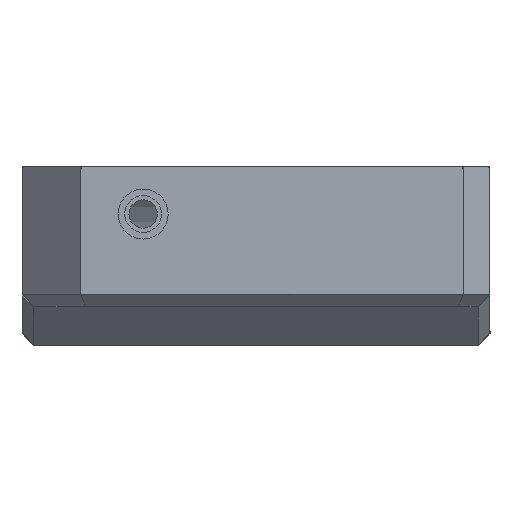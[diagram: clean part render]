
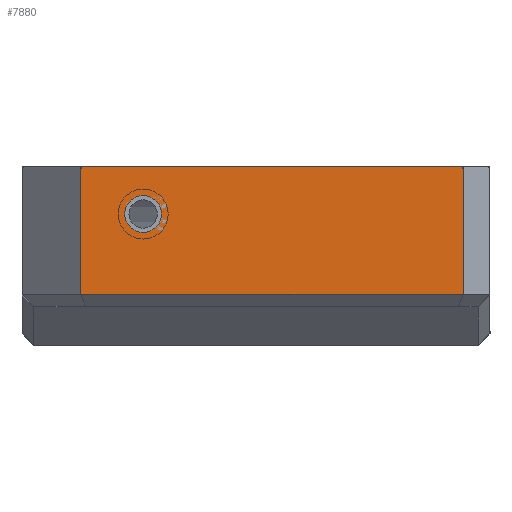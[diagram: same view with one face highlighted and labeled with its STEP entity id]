
A CAD part, top view. The second image highlights one B-rep face of the part: STEP entity #7880.
In plain terms, the highlighted planar face has unit normal (0, 0, 1).
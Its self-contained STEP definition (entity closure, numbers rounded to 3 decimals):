
#345=FACE_BOUND('',#1448,.T.);
#474=CIRCLE('',#8562,5.);
#890=FACE_OUTER_BOUND('',#1447,.T.);
#1447=EDGE_LOOP('',(#6783,#6784,#6785,#6786));
#1448=EDGE_LOOP('',(#6787));
#2259=LINE('',#12785,#3105);
#2266=LINE('',#12813,#3112);
#2272=LINE('',#12825,#3118);
#2285=LINE('',#12853,#3131);
#3105=VECTOR('',#10502,10.);
#3112=VECTOR('',#10537,10.);
#3118=VECTOR('',#10547,10.);
#3131=VECTOR('',#10578,10.);
#3824=VERTEX_POINT('',#12778);
#3827=VERTEX_POINT('',#12783);
#3834=VERTEX_POINT('',#12811);
#3838=VERTEX_POINT('',#12823);
#3840=VERTEX_POINT('',#12837);
#4819=EDGE_CURVE('',#3827,#3824,#2259,.T.);
#4832=EDGE_CURVE('',#3827,#3834,#2266,.T.);
#4838=EDGE_CURVE('',#3838,#3834,#2272,.T.);
#4845=EDGE_CURVE('',#3840,#3840,#474,.T.);
#4853=EDGE_CURVE('',#3838,#3824,#2285,.T.);
#6783=ORIENTED_EDGE('',*,*,#4819,.F.);
#6784=ORIENTED_EDGE('',*,*,#4832,.T.);
#6785=ORIENTED_EDGE('',*,*,#4838,.F.);
#6786=ORIENTED_EDGE('',*,*,#4853,.T.);
#6787=ORIENTED_EDGE('',*,*,#4845,.T.);
#7430=PLANE('',#8566);
#7880=ADVANCED_FACE('',(#890,#345),#7430,.T.);
#8562=AXIS2_PLACEMENT_3D('',#12838,#10562,#10563);
#8566=AXIS2_PLACEMENT_3D('',#12852,#10576,#10577);
#10502=DIRECTION('',(-1.,0.,0.));
#10537=DIRECTION('',(0.,1.,0.));
#10547=DIRECTION('',(1.,0.,0.));
#10562=DIRECTION('center_axis',(0.,0.,
-1.));
#10563=DIRECTION('ref_axis',(-1.,0.,0.));
#10576=DIRECTION('center_axis',(0.,0.,
1.));
#10577=DIRECTION('ref_axis',(0.,-1.,0.));
#10578=DIRECTION('',(0.,-1.,0.));
#12778=CARTESIAN_POINT('',(-138.298,132.1,261.162));
#12783=CARTESIAN_POINT('',(-23.5,132.1,261.162));
#12785=CARTESIAN_POINT('',(-92.039,132.1,261.162));
#12811=CARTESIAN_POINT('',(-23.5,170.55,261.162));
#12813=CARTESIAN_POINT('',(-23.5,168.05,261.162));
#12823=CARTESIAN_POINT('',(-138.298,170.55,261.162));
#12825=CARTESIAN_POINT('',(-138.298,170.55,261.162));
#12837=CARTESIAN_POINT('',(-114.535,156.234,261.162));
#12838=CARTESIAN_POINT('Origin',(-119.535,156.234,261.162));
#12852=CARTESIAN_POINT('Origin',(-85.685,148.05,261.162));
#12853=CARTESIAN_POINT('',(-138.298,158.05,261.162));
